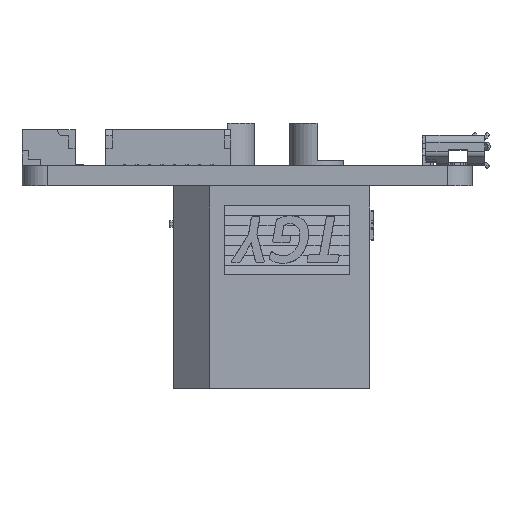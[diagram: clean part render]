
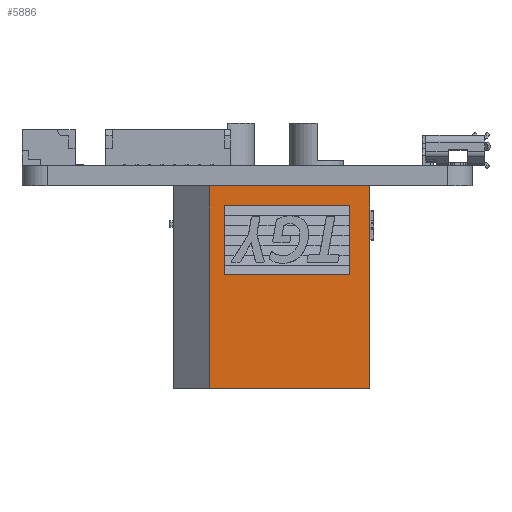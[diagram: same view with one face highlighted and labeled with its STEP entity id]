
A CAD part, front view. The second image highlights one B-rep face of the part: STEP entity #5886.
In plain terms, the highlighted planar face has unit normal (0, -1, 0).
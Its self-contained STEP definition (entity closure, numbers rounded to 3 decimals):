
#848 = CARTESIAN_POINT ( 'NONE',  ( 1.75, 0., 1.543 ) ) ;
#1811 = ORIENTED_EDGE ( 'NONE', *, *, #30280, .F. ) ;
#2265 = ORIENTED_EDGE ( 'NONE', *, *, #36863, .F. ) ;
#2412 = EDGE_CURVE ( 'NONE', #37029, #16884, #22348, .T. ) ;
#2584 = LINE ( 'NONE', #10654, #12164 ) ;
#2747 = CARTESIAN_POINT ( 'NONE',  ( 11.65, 0., 6.993 ) ) ;
#2807 = DIRECTION ( 'NONE',  ( 0., 0., -1. ) ) ;
#2846 = DIRECTION ( 'NONE',  ( 0., 0., -1. ) ) ;
#3425 = ORIENTED_EDGE ( 'NONE', *, *, #13915, .F. ) ;
#3542 = CARTESIAN_POINT ( 'NONE',  ( 12.8, 0., 0. ) ) ;
#3797 = LINE ( 'NONE', #37565, #27445 ) ;
#4034 = VERTEX_POINT ( 'NONE', #29357 ) ;
#4869 = LINE ( 'NONE', #848, #32595 ) ;
#4983 = VERTEX_POINT ( 'NONE', #25331 ) ;
#5110 = EDGE_CURVE ( 'NONE', #10272, #34575, #34840, .T. ) ;
#5886 = ADVANCED_FACE ( 'NONE', ( #27476, #13834 ), #15940, .F. ) ;
#5922 = DIRECTION ( 'NONE',  ( 0., 0., -1. ) ) ;
#6121 = EDGE_CURVE ( 'NONE', #31471, #25258, #3797, .T. ) ;
#6204 = VECTOR ( 'NONE', #30761, 1000. ) ;
#6713 = CARTESIAN_POINT ( 'NONE',  ( 11.55, 0., 7.093 ) ) ;
#8025 = CARTESIAN_POINT ( 'NONE',  ( 11.55, 0., 1.543 ) ) ;
#8152 = EDGE_LOOP ( 'NONE', ( #8632, #12685, #3425, #16173, #21677, #2265, #10655, #1811 ) ) ;
#8533 = DIRECTION ( 'NONE',  ( 0., -1., 0. ) ) ;
#8632 = ORIENTED_EDGE ( 'NONE', *, *, #33522, .F. ) ;
#8704 = CARTESIAN_POINT ( 'NONE',  ( 11.55, 0., 1.643 ) ) ;
#8807 = DIRECTION ( 'NONE',  ( 0., 0., -1. ) ) ;
#9963 = AXIS2_PLACEMENT_3D ( 'NONE', #23021, #28903, #20138 ) ;
#10219 = LINE ( 'NONE', #13760, #17931 ) ;
#10272 = VERTEX_POINT ( 'NONE', #14559 ) ;
#10654 = CARTESIAN_POINT ( 'NONE',  ( 0., 0., 16.2 ) ) ;
#10655 = ORIENTED_EDGE ( 'NONE', *, *, #6121, .F. ) ;
#10861 = VERTEX_POINT ( 'NONE', #6713 ) ;
#11976 = CARTESIAN_POINT ( 'NONE',  ( 1.75, 0., 1.543 ) ) ;
#12164 = VECTOR ( 'NONE', #36845, 1000. ) ;
#12685 = ORIENTED_EDGE ( 'NONE', *, *, #5110, .F. ) ;
#13760 = CARTESIAN_POINT ( 'NONE',  ( 1.75, 0., 7.093 ) ) ;
#13834 = FACE_OUTER_BOUND ( 'NONE', #17108, .T. ) ;
#13893 = EDGE_CURVE ( 'NONE', #4983, #4034, #2584, .T. ) ;
#13915 = EDGE_CURVE ( 'NONE', #16399, #10272, #20813, .T. ) ;
#13917 = DIRECTION ( 'NONE',  ( 0., -1., 0. ) ) ;
#14395 = DIRECTION ( 'NONE',  ( 0., 0., 1. ) ) ;
#14559 = CARTESIAN_POINT ( 'NONE',  ( 1.65, 0., 1.643 ) ) ;
#15007 = ORIENTED_EDGE ( 'NONE', *, *, #18681, .F. ) ;
#15573 = CIRCLE ( 'NONE', #26569, 0.1 ) ;
#15940 = PLANE ( 'NONE',  #27401 ) ;
#16173 = ORIENTED_EDGE ( 'NONE', *, *, #20485, .F. ) ;
#16399 = VERTEX_POINT ( 'NONE', #18576 ) ;
#16884 = VERTEX_POINT ( 'NONE', #3542 ) ;
#17108 = EDGE_LOOP ( 'NONE', ( #32439, #15007, #32814, #28272 ) ) ;
#17931 = VECTOR ( 'NONE', #22379, 1000. ) ;
#18576 = CARTESIAN_POINT ( 'NONE',  ( 1.65, 0., 6.993 ) ) ;
#18681 = EDGE_CURVE ( 'NONE', #4034, #16884, #28591, .T. ) ;
#18977 = VECTOR ( 'NONE', #5922, 1000. ) ;
#19486 = VECTOR ( 'NONE', #28541, 1000. ) ;
#19882 = DIRECTION ( 'NONE',  ( 0., -1., 0. ) ) ;
#20138 = DIRECTION ( 'NONE',  ( 0., 0., 1. ) ) ;
#20485 = EDGE_CURVE ( 'NONE', #37382, #16399, #28925, .T. ) ;
#20813 = LINE ( 'NONE', #23292, #18977 ) ;
#21677 = ORIENTED_EDGE ( 'NONE', *, *, #28029, .F. ) ;
#21851 = DIRECTION ( 'NONE',  ( 1., 0., 0. ) ) ;
#22042 = CARTESIAN_POINT ( 'NONE',  ( 12.8, 0., 16.2 ) ) ;
#22144 = DIRECTION ( 'NONE',  ( 0., 1., 0. ) ) ;
#22348 = LINE ( 'NONE', #26535, #33775 ) ;
#22379 = DIRECTION ( 'NONE',  ( -1., 0., 0. ) ) ;
#23021 = CARTESIAN_POINT ( 'NONE',  ( 11.55, 0., 6.993 ) ) ;
#23292 = CARTESIAN_POINT ( 'NONE',  ( 1.65, 0., 6.993 ) ) ;
#24267 = CARTESIAN_POINT ( 'NONE',  ( 0., 0., 0. ) ) ;
#24655 = VERTEX_POINT ( 'NONE', #8025 ) ;
#25258 = VERTEX_POINT ( 'NONE', #2747 ) ;
#25331 = CARTESIAN_POINT ( 'NONE',  ( 0., 0., 16.2 ) ) ;
#25659 = CARTESIAN_POINT ( 'NONE',  ( 1.75, 0., 7.093 ) ) ;
#25937 = CARTESIAN_POINT ( 'NONE',  ( 1.75, 0., 6.993 ) ) ;
#26072 = CARTESIAN_POINT ( 'NONE',  ( 1.75, 0., 1.643 ) ) ;
#26535 = CARTESIAN_POINT ( 'NONE',  ( 0., 0., 0. ) ) ;
#26569 = AXIS2_PLACEMENT_3D ( 'NONE', #8704, #13917, #2846 ) ;
#26858 = EDGE_CURVE ( 'NONE', #4983, #37029, #33495, .T. ) ;
#27401 = AXIS2_PLACEMENT_3D ( 'NONE', #33630, #22144, #36317 ) ;
#27445 = VECTOR ( 'NONE', #14395, 1000. ) ;
#27476 = FACE_BOUND ( 'NONE', #8152, .T. ) ;
#28029 = EDGE_CURVE ( 'NONE', #10861, #37382, #10219, .T. ) ;
#28272 = ORIENTED_EDGE ( 'NONE', *, *, #26858, .T. ) ;
#28541 = DIRECTION ( 'NONE',  ( 0., 0., -1. ) ) ;
#28591 = LINE ( 'NONE', #22042, #19486 ) ;
#28903 = DIRECTION ( 'NONE',  ( 0., -1., 0. ) ) ;
#28925 = CIRCLE ( 'NONE', #32822, 0.1 ) ;
#29357 = CARTESIAN_POINT ( 'NONE',  ( 12.8, 0., 16.2 ) ) ;
#30163 = CARTESIAN_POINT ( 'NONE',  ( 11.65, 0., 1.643 ) ) ;
#30262 = DIRECTION ( 'NONE',  ( 1., 0., 0. ) ) ;
#30280 = EDGE_CURVE ( 'NONE', #24655, #31471, #15573, .T. ) ;
#30761 = DIRECTION ( 'NONE',  ( 0., 0., -1. ) ) ;
#31471 = VERTEX_POINT ( 'NONE', #30163 ) ;
#32439 = ORIENTED_EDGE ( 'NONE', *, *, #2412, .T. ) ;
#32595 = VECTOR ( 'NONE', #30262, 1000. ) ;
#32814 = ORIENTED_EDGE ( 'NONE', *, *, #13893, .F. ) ;
#32822 = AXIS2_PLACEMENT_3D ( 'NONE', #25937, #8533, #2807 ) ;
#32950 = CIRCLE ( 'NONE', #9963, 0.1 ) ;
#32982 = AXIS2_PLACEMENT_3D ( 'NONE', #26072, #19882, #8807 ) ;
#33416 = CARTESIAN_POINT ( 'NONE',  ( 0., 0., 16.2 ) ) ;
#33495 = LINE ( 'NONE', #33416, #6204 ) ;
#33522 = EDGE_CURVE ( 'NONE', #34575, #24655, #4869, .T. ) ;
#33630 = CARTESIAN_POINT ( 'NONE',  ( 0., 0., 16.2 ) ) ;
#33775 = VECTOR ( 'NONE', #21851, 1000. ) ;
#34575 = VERTEX_POINT ( 'NONE', #11976 ) ;
#34840 = CIRCLE ( 'NONE', #32982, 0.1 ) ;
#36317 = DIRECTION ( 'NONE',  ( 0., 0., 1. ) ) ;
#36845 = DIRECTION ( 'NONE',  ( 1., 0., 0. ) ) ;
#36863 = EDGE_CURVE ( 'NONE', #25258, #10861, #32950, .T. ) ;
#37029 = VERTEX_POINT ( 'NONE', #24267 ) ;
#37382 = VERTEX_POINT ( 'NONE', #25659 ) ;
#37565 = CARTESIAN_POINT ( 'NONE',  ( 11.65, 0., 6.993 ) ) ;
